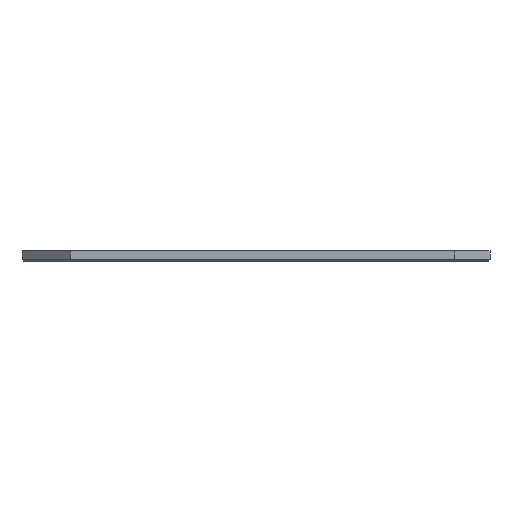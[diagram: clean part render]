
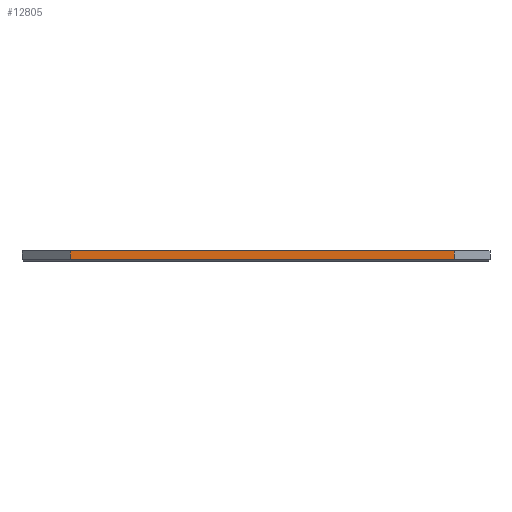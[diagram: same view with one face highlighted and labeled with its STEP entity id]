
A CAD part, left-side view. The second image highlights one B-rep face of the part: STEP entity #12805.
In plain terms, the highlighted planar face has unit normal (-1, 0, 0).
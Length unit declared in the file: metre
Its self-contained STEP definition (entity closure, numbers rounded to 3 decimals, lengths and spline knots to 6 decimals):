
#648=LINE('',#18987,#2395);
#652=LINE('',#18996,#2399);
#653=LINE('',#18999,#2400);
#654=LINE('',#19000,#2401);
#2395=VECTOR('',#15036,1.);
#2399=VECTOR('',#15042,1.);
#2400=VECTOR('',#15043,1.);
#2401=VECTOR('',#15044,1.);
#4170=ORIENTED_EDGE('',*,*,#7749,.F.);
#4171=ORIENTED_EDGE('',*,*,#7750,.T.);
#4172=ORIENTED_EDGE('',*,*,#7745,.T.);
#4173=ORIENTED_EDGE('',*,*,#7751,.T.);
#7745=EDGE_CURVE('',#9527,#9528,#648,.T.);
#7749=EDGE_CURVE('',#9531,#9532,#652,.T.);
#7750=EDGE_CURVE('',#9531,#9527,#653,.T.);
#7751=EDGE_CURVE('',#9528,#9532,#654,.T.);
#9527=VERTEX_POINT('',#18988);
#9528=VERTEX_POINT('',#18989);
#9531=VERTEX_POINT('',#18997);
#9532=VERTEX_POINT('',#18998);
#10331=EDGE_LOOP('',(#4170,#4171,#4172,#4173));
#11266=FACE_BOUND('',#10331,.T.);
#12069=PLANE('',#13588);
#12805=ADVANCED_FACE('',(#11266),#12069,.F.);
#13588=AXIS2_PLACEMENT_3D('',#18995,#15040,#15041);
#15036=DIRECTION('',(0.,0.,1.));
#15040=DIRECTION('',(1.,0.,0.));
#15041=DIRECTION('',(0.,0.,-1.));
#15042=DIRECTION('',(0.,0.,1.));
#15043=DIRECTION('',(0.,-1.,0.));
#15044=DIRECTION('',(0.,1.,0.));
#18987=CARTESIAN_POINT('',(-0.1097,-0.087785,-0.0046));
#18988=CARTESIAN_POINT('',(-0.1097,-0.087785,-0.0038));
#18989=CARTESIAN_POINT('',(-0.1097,-0.087785,0.));
#18995=CARTESIAN_POINT('',(-0.1097,-0.002687,-0.0046));
#18996=CARTESIAN_POINT('',(-0.1097,0.082411,-0.0046));
#18997=CARTESIAN_POINT('',(-0.1097,0.082411,-0.0038));
#18998=CARTESIAN_POINT('',(-0.1097,0.082411,0.));
#18999=CARTESIAN_POINT('',(-0.1097,-0.087785,-0.0038));
#19000=CARTESIAN_POINT('',(-0.1097,-0.002687,0.));
